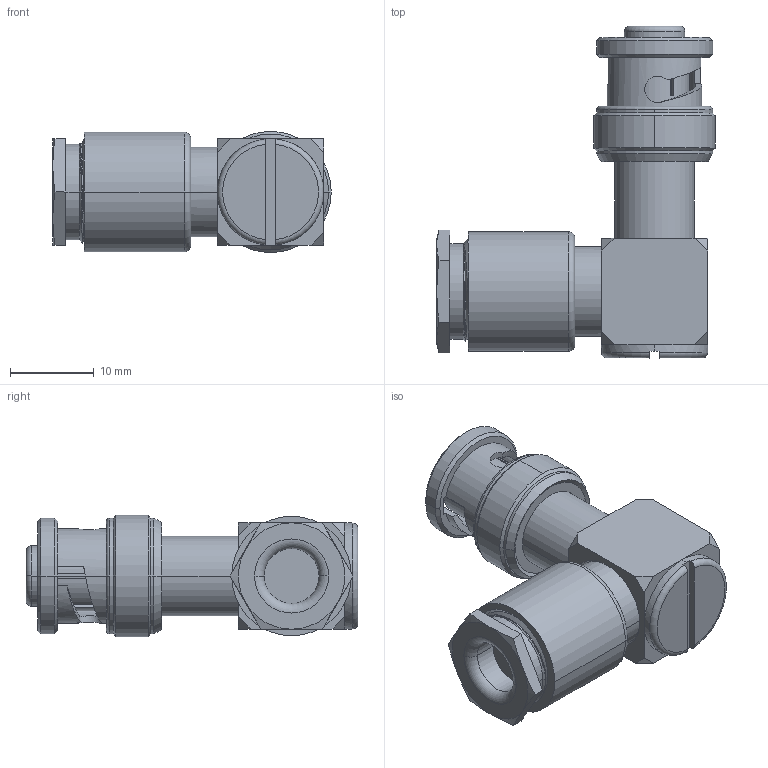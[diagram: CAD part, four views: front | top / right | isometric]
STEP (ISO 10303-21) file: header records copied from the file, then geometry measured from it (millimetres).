
FILE_DESCRIPTION((''),'2;1');
FILE_NAME('000-28100_SW0001','2020-05-12T13:22:33',('Vijayaragavan'),(''),'CREO PARAMETRIC BY PTC INC, 2019444','CREO PARAMETRIC BY PTC INC, 2019444','');
FILE_SCHEMA(('CONFIG_CONTROL_DESIGN'));
Length unit declared in the file: millimetre
Products named in the file (1): 000-28100_SW0001
Bounding box: 33.25 x 39.62 x 14.48 mm (x, y, z)
Volume: 7070.3 mm3; surface area: 4195.9 mm2
Topology: 1 solids, 1 shells, 162 faces, 411 edges, 262 vertices
Faces by surface type: plane 69, cylinder 38, cone 36, torus 12, bspline 7
Entity records: 5892 total; most frequent: CARTESIAN_POINT 1972, ORIENTED_EDGE 822, DIRECTION 800, EDGE_CURVE 411, AXIS2_PLACEMENT_3D 310, VERTEX_POINT 262, VECTOR 180, LINE 180
